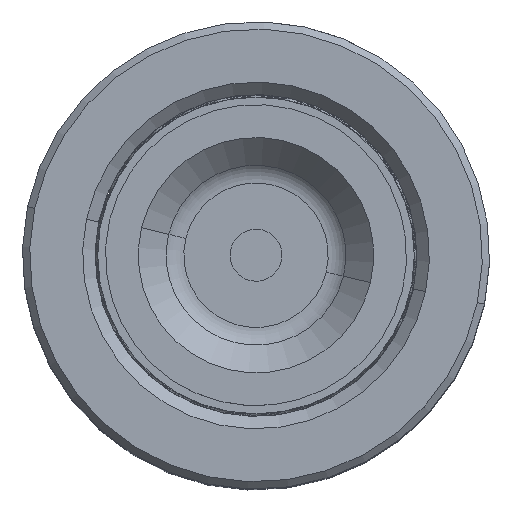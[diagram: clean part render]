
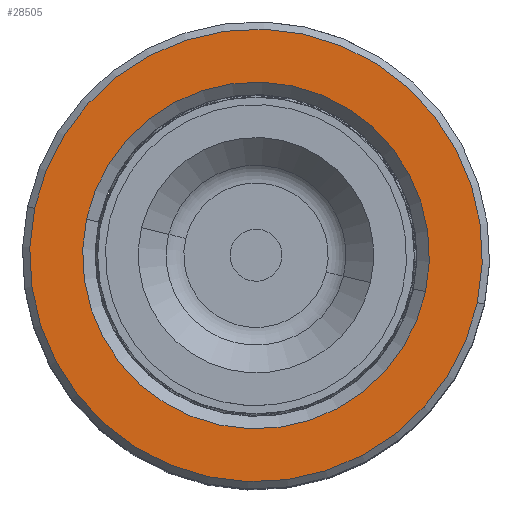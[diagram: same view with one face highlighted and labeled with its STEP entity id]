
A CAD part, top view. The second image highlights one B-rep face of the part: STEP entity #28505.
In plain terms, the highlighted planar face has unit normal (0, 0, 1).
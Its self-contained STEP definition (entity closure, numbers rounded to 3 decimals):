
#697 = CARTESIAN_POINT ( 'NONE',  ( 0., 0., 60. ) ) ;
#1580 = EDGE_LOOP ( 'NONE', ( #36746, #45703 ) ) ;
#1589 = CIRCLE ( 'NONE', #28304, 16.7 ) ;
#6993 = DIRECTION ( 'NONE',  ( 0., 0., 1. ) ) ;
#10358 = EDGE_CURVE ( 'NONE', #29546, #49842, #47960, .T. ) ;
#11358 = PLANE ( 'NONE',  #34289 ) ;
#14716 = CARTESIAN_POINT ( 'NONE',  ( -16.7, 0., 60. ) ) ;
#16007 = CARTESIAN_POINT ( 'NONE',  ( 0., 0., 60. ) ) ;
#16242 = ORIENTED_EDGE ( 'NONE', *, *, #48760, .T. ) ;
#17740 = FACE_OUTER_BOUND ( 'NONE', #1580, .T. ) ;
#18522 = DIRECTION ( 'NONE',  ( 1., 0., 0. ) ) ;
#19333 = AXIS2_PLACEMENT_3D ( 'NONE', #43195, #27203, #18522 ) ;
#19989 = CARTESIAN_POINT ( 'NONE',  ( 21.8, 0., 60. ) ) ;
#20734 = DIRECTION ( 'NONE',  ( 0., 0., -1. ) ) ;
#21390 = VERTEX_POINT ( 'NONE', #31803 ) ;
#25561 = AXIS2_PLACEMENT_3D ( 'NONE', #697, #38448, #29733 ) ;
#26773 = FACE_BOUND ( 'NONE', #42194, .T. ) ;
#27203 = DIRECTION ( 'NONE',  ( 0., 0., 1. ) ) ;
#27427 = EDGE_CURVE ( 'NONE', #49027, #21390, #52812, .T. ) ;
#28304 = AXIS2_PLACEMENT_3D ( 'NONE', #34202, #38558, #38737 ) ;
#28505 = ADVANCED_FACE ( 'NONE', ( #17740, #26773 ), #11358, .T. ) ;
#29546 = VERTEX_POINT ( 'NONE', #14716 ) ;
#29733 = DIRECTION ( 'NONE',  ( 1., 0., 0. ) ) ;
#31183 = AXIS2_PLACEMENT_3D ( 'NONE', #16007, #20734, #49417 ) ;
#31763 = CARTESIAN_POINT ( 'NONE',  ( 16.7, 0., 60. ) ) ;
#31800 = ORIENTED_EDGE ( 'NONE', *, *, #10358, .T. ) ;
#31803 = CARTESIAN_POINT ( 'NONE',  ( -21.8, 0., 60. ) ) ;
#31857 = CARTESIAN_POINT ( 'NONE',  ( 0., 0., 60. ) ) ;
#32217 = DIRECTION ( 'NONE',  ( 1., 0., 0. ) ) ;
#34202 = CARTESIAN_POINT ( 'NONE',  ( 0., 0., 60. ) ) ;
#34289 = AXIS2_PLACEMENT_3D ( 'NONE', #31857, #6993, #32217 ) ;
#36746 = ORIENTED_EDGE ( 'NONE', *, *, #51722, .T. ) ;
#38448 = DIRECTION ( 'NONE',  ( 0., 0., 1. ) ) ;
#38558 = DIRECTION ( 'NONE',  ( 0., 0., -1. ) ) ;
#38737 = DIRECTION ( 'NONE',  ( 1., 0., 0. ) ) ;
#42194 = EDGE_LOOP ( 'NONE', ( #16242, #31800 ) ) ;
#43195 = CARTESIAN_POINT ( 'NONE',  ( 0., 0., 60. ) ) ;
#45366 = CIRCLE ( 'NONE', #19333, 21.8 ) ;
#45703 = ORIENTED_EDGE ( 'NONE', *, *, #27427, .T. ) ;
#47960 = CIRCLE ( 'NONE', #31183, 16.7 ) ;
#48760 = EDGE_CURVE ( 'NONE', #49842, #29546, #1589, .T. ) ;
#49027 = VERTEX_POINT ( 'NONE', #19989 ) ;
#49417 = DIRECTION ( 'NONE',  ( 1., 0., 0. ) ) ;
#49842 = VERTEX_POINT ( 'NONE', #31763 ) ;
#51722 = EDGE_CURVE ( 'NONE', #21390, #49027, #45366, .T. ) ;
#52812 = CIRCLE ( 'NONE', #25561, 21.8 ) ;
